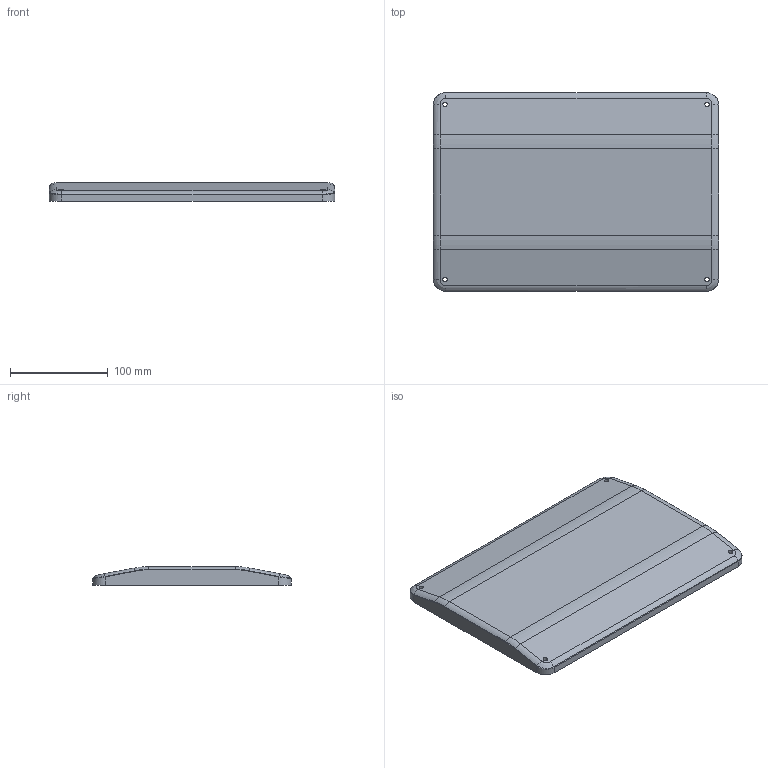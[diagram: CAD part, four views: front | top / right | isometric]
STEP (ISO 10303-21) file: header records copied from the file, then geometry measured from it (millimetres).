
FILE_DESCRIPTION(/* description */ (''),/* implementation_level */ '2;1');
FILE_NAME(/* name */ 'BoatHouseWearPlate v6.step',/* time_stamp */ '2023-04-13T17:18:37-06:00',/* author */ (''),/* organization */ (''),/* preprocessor_version */ 'ST-DEVELOPER v19.2',/* originating_system */ 'Autodesk Translation Framework v12.4.0.73',/* authorisation */ '');
FILE_SCHEMA (('AUTOMOTIVE_DESIGN { 1 0 10303 214 3 1 1 }'));
Length unit declared in the file: millimetre
Products named in the file (1): BoatHouseWearPlate
Bounding box: 292.1 x 203.2 x 19.05 mm (x, y, z)
Volume: 983369.5 mm3; surface area: 129866.3 mm2
Topology: 1 solids, 1 shells, 50 faces, 116 edges, 68 vertices
Faces by surface type: cylinder 18, plane 16, bspline 8, torus 4, cone 4
Full cylindrical faces by diameter (mm): 4.5 x4
Entity records: 7466 total; most frequent: CARTESIAN_POINT 6329, ORIENTED_EDGE 232, DIRECTION 210, EDGE_CURVE 116, AXIS2_PLACEMENT_3D 75, VERTEX_POINT 68, LINE 60, VECTOR 60
